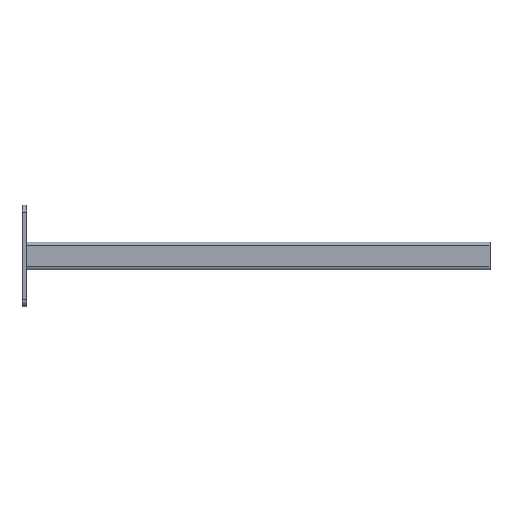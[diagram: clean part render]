
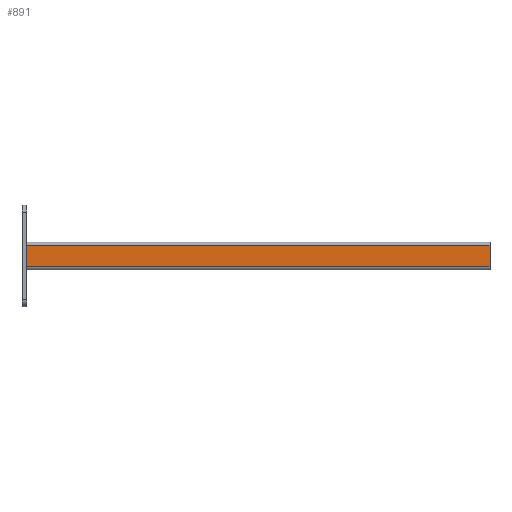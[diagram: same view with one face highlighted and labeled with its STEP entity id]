
A CAD part, top view. The second image highlights one B-rep face of the part: STEP entity #891.
In plain terms, the highlighted planar face has unit normal (0, 0, 1).
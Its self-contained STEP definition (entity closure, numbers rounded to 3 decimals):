
#74 = CARTESIAN_POINT ( 'NONE',  ( 0., -11.5, 15. ) ) ;
#186 = EDGE_CURVE ( 'NONE', #3611, #1667, #1855, .T. ) ;
#230 = LINE ( 'NONE', #3084, #2708 ) ;
#623 = VECTOR ( 'NONE', #1575, 1000. ) ;
#709 = VECTOR ( 'NONE', #1330, 1000. ) ;
#722 = CARTESIAN_POINT ( 'NONE',  ( 500., 11.5, 15. ) ) ;
#726 = CARTESIAN_POINT ( 'NONE',  ( 500., 0., 15. ) ) ;
#891 = ADVANCED_FACE ( 'NONE', ( #2997 ), #2350, .F. ) ;
#893 = LINE ( 'NONE', #2197, #2767 ) ;
#916 = AXIS2_PLACEMENT_3D ( 'NONE', #726, #3319, #1707 ) ;
#1056 = CARTESIAN_POINT ( 'NONE',  ( 0., 11.5, 15. ) ) ;
#1183 = EDGE_CURVE ( 'NONE', #2002, #3611, #1660, .T. ) ;
#1213 = ORIENTED_EDGE ( 'NONE', *, *, #2564, .T. ) ;
#1330 = DIRECTION ( 'NONE',  ( 0., -1., 0. ) ) ;
#1505 = EDGE_CURVE ( 'NONE', #2002, #4124, #893, .T. ) ;
#1575 = DIRECTION ( 'NONE',  ( -1., 0., 0. ) ) ;
#1615 = CARTESIAN_POINT ( 'NONE',  ( 500., -11.5, 15. ) ) ;
#1660 = LINE ( 'NONE', #4211, #709 ) ;
#1667 = VERTEX_POINT ( 'NONE', #74 ) ;
#1707 = DIRECTION ( 'NONE',  ( -1., 0., 0. ) ) ;
#1855 = LINE ( 'NONE', #1615, #623 ) ;
#2002 = VERTEX_POINT ( 'NONE', #722 ) ;
#2197 = CARTESIAN_POINT ( 'NONE',  ( 500., 11.5, 15. ) ) ;
#2311 = ORIENTED_EDGE ( 'NONE', *, *, #186, .F. ) ;
#2350 = PLANE ( 'NONE',  #916 ) ;
#2425 = DIRECTION ( 'NONE',  ( 0., -1., 0. ) ) ;
#2564 = EDGE_CURVE ( 'NONE', #4124, #1667, #230, .T. ) ;
#2568 = ORIENTED_EDGE ( 'NONE', *, *, #1183, .F. ) ;
#2649 = ORIENTED_EDGE ( 'NONE', *, *, #1505, .T. ) ;
#2708 = VECTOR ( 'NONE', #2425, 1000. ) ;
#2767 = VECTOR ( 'NONE', #3483, 1000. ) ;
#2783 = EDGE_LOOP ( 'NONE', ( #1213, #2311, #2568, #2649 ) ) ;
#2925 = CARTESIAN_POINT ( 'NONE',  ( 500., -11.5, 15. ) ) ;
#2997 = FACE_OUTER_BOUND ( 'NONE', #2783, .T. ) ;
#3084 = CARTESIAN_POINT ( 'NONE',  ( 0., 0., 15. ) ) ;
#3319 = DIRECTION ( 'NONE',  ( 0., 0., -1. ) ) ;
#3483 = DIRECTION ( 'NONE',  ( -1., 0., 0. ) ) ;
#3611 = VERTEX_POINT ( 'NONE', #2925 ) ;
#4124 = VERTEX_POINT ( 'NONE', #1056 ) ;
#4211 = CARTESIAN_POINT ( 'NONE',  ( 500., 0., 15. ) ) ;
